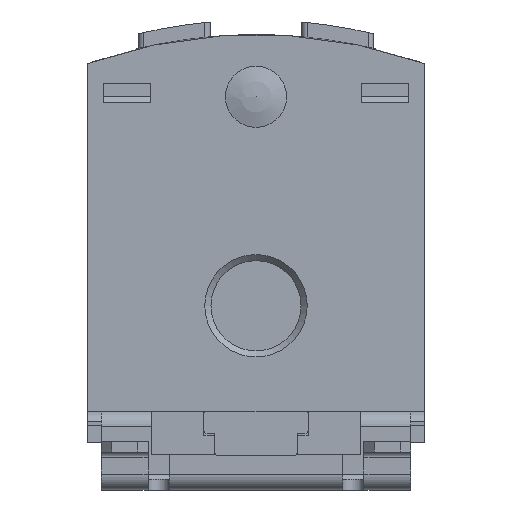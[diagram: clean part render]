
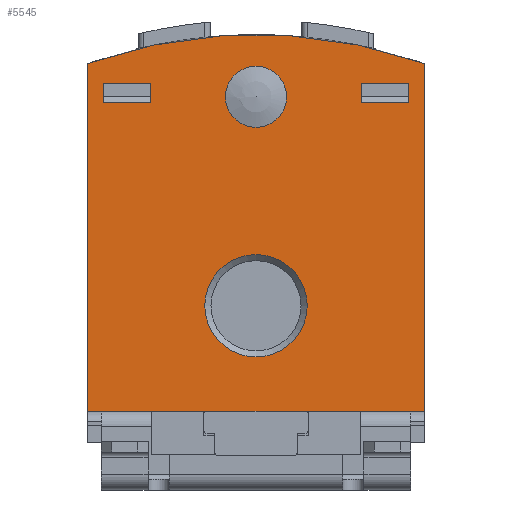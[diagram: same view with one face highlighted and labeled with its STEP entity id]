
A CAD part, front view. The second image highlights one B-rep face of the part: STEP entity #5545.
In plain terms, the highlighted planar face has unit normal (0, -1, 0).
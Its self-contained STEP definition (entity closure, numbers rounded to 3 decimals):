
#167=CIRCLE('',#5828,4.864);
#168=CIRCLE('',#5829,2.9);
#169=CIRCLE('',#5830,48.);
#393=ORIENTED_EDGE('',*,*,#1683,.F.);
#394=ORIENTED_EDGE('',*,*,#1684,.F.);
#395=ORIENTED_EDGE('',*,*,#1685,.F.);
#396=ORIENTED_EDGE('',*,*,#1686,.T.);
#397=ORIENTED_EDGE('',*,*,#1687,.F.);
#398=ORIENTED_EDGE('',*,*,#1688,.F.);
#399=ORIENTED_EDGE('',*,*,#1689,.F.);
#400=ORIENTED_EDGE('',*,*,#1690,.T.);
#401=ORIENTED_EDGE('',*,*,#1691,.T.);
#402=ORIENTED_EDGE('',*,*,#1692,.F.);
#403=ORIENTED_EDGE('',*,*,#1693,.F.);
#404=ORIENTED_EDGE('',*,*,#1694,.T.);
#405=ORIENTED_EDGE('',*,*,#1695,.T.);
#406=ORIENTED_EDGE('',*,*,#1696,.F.);
#1683=EDGE_CURVE('',#2327,#2327,#167,.T.);
#1684=EDGE_CURVE('',#2328,#2328,#168,.F.);
#1685=EDGE_CURVE('',#2329,#2330,#2786,.T.);
#1686=EDGE_CURVE('',#2329,#2331,#2787,.T.);
#1687=EDGE_CURVE('',#2332,#2331,#2788,.T.);
#1688=EDGE_CURVE('',#2330,#2332,#169,.T.);
#1689=EDGE_CURVE('',#2333,#2334,#2789,.T.);
#1690=EDGE_CURVE('',#2333,#2335,#2790,.T.);
#1691=EDGE_CURVE('',#2335,#2336,#2791,.T.);
#1692=EDGE_CURVE('',#2334,#2336,#2792,.T.);
#1693=EDGE_CURVE('',#2337,#2338,#2793,.T.);
#1694=EDGE_CURVE('',#2337,#2339,#2794,.T.);
#1695=EDGE_CURVE('',#2339,#2340,#2795,.T.);
#1696=EDGE_CURVE('',#2338,#2340,#2796,.T.);
#2327=VERTEX_POINT('',#7685);
#2328=VERTEX_POINT('',#7687);
#2329=VERTEX_POINT('',#7689);
#2330=VERTEX_POINT('',#7690);
#2331=VERTEX_POINT('',#7692);
#2332=VERTEX_POINT('',#7694);
#2333=VERTEX_POINT('',#7697);
#2334=VERTEX_POINT('',#7698);
#2335=VERTEX_POINT('',#7700);
#2336=VERTEX_POINT('',#7702);
#2337=VERTEX_POINT('',#7705);
#2338=VERTEX_POINT('',#7706);
#2339=VERTEX_POINT('',#7708);
#2340=VERTEX_POINT('',#7710);
#2786=LINE('',#7688,#3259);
#2787=LINE('',#7691,#3260);
#2788=LINE('',#7693,#3261);
#2789=LINE('',#7696,#3262);
#2790=LINE('',#7699,#3263);
#2791=LINE('',#7701,#3264);
#2792=LINE('',#7703,#3265);
#2793=LINE('',#7704,#3266);
#2794=LINE('',#7707,#3267);
#2795=LINE('',#7709,#3268);
#2796=LINE('',#7711,#3269);
#3259=VECTOR('',#6333,1000.);
#3260=VECTOR('',#6334,1000.);
#3261=VECTOR('',#6335,1000.);
#3262=VECTOR('',#6338,1000.);
#3263=VECTOR('',#6339,1000.);
#3264=VECTOR('',#6340,1000.);
#3265=VECTOR('',#6341,1000.);
#3266=VECTOR('',#6342,1000.);
#3267=VECTOR('',#6343,1000.);
#3268=VECTOR('',#6344,1000.);
#3269=VECTOR('',#6345,1000.);
#3704=EDGE_LOOP('',(#393));
#3705=EDGE_LOOP('',(#394));
#3706=EDGE_LOOP('',(#395,#396,#397,#398));
#3707=EDGE_LOOP('',(#399,#400,#401,#402));
#3708=EDGE_LOOP('',(#403,#404,#405,#406));
#4021=FACE_BOUND('',#3704,.T.);
#4022=FACE_BOUND('',#3705,.T.);
#4023=FACE_BOUND('',#3706,.T.);
#4024=FACE_BOUND('',#3707,.T.);
#4025=FACE_BOUND('',#3708,.T.);
#4336=PLANE('',#5827);
#5545=ADVANCED_FACE('',(#4021,#4022,#4023,#4024,#4025),#4336,.F.);
#5827=AXIS2_PLACEMENT_3D('',#7683,#6327,#6328);
#5828=AXIS2_PLACEMENT_3D('',#7684,#6329,#6330);
#5829=AXIS2_PLACEMENT_3D('',#7686,#6331,#6332);
#5830=AXIS2_PLACEMENT_3D('',#7695,#6336,#6337);
#6327=DIRECTION('',(0.,1.,0.));
#6328=DIRECTION('',(0.,0.,1.));
#6329=DIRECTION('',(0.,-1.,0.));
#6330=DIRECTION('',(0.,0.,-1.));
#6331=DIRECTION('',(0.,1.,0.));
#6332=DIRECTION('',(0.,0.,1.));
#6333=DIRECTION('',(0.,0.,1.));
#6334=DIRECTION('',(1.,0.,0.));
#6335=DIRECTION('',(0.,0.,-1.));
#6336=DIRECTION('',(0.,1.,0.));
#6337=DIRECTION('',(1.,0.,0.));
#6338=DIRECTION('',(-1.,0.,0.));
#6339=DIRECTION('',(0.,0.,-1.));
#6340=DIRECTION('',(-1.,0.,0.));
#6341=DIRECTION('',(0.,0.,-1.));
#6342=DIRECTION('',(0.,0.,-1.));
#6343=DIRECTION('',(1.,0.,0.));
#6344=DIRECTION('',(0.,0.,-1.));
#6345=DIRECTION('',(1.,0.,0.));
#7683=CARTESIAN_POINT('',(0.,0.,-28.15));
#7684=CARTESIAN_POINT('',(0.,0.,-5.9));
#7685=CARTESIAN_POINT('',(0.,0.,-10.764));
#7686=CARTESIAN_POINT('',(0.,0.,13.95));
#7687=CARTESIAN_POINT('',(0.,0.,16.85));
#7688=CARTESIAN_POINT('',(-16.,0.,-20.));
#7689=CARTESIAN_POINT('',(-16.,0.,-15.9));
#7690=CARTESIAN_POINT('',(-16.,0.,17.105));
#7691=CARTESIAN_POINT('',(-4.95,0.,-15.9));
#7692=CARTESIAN_POINT('',(16.,0.,-15.9));
#7693=CARTESIAN_POINT('',(16.,0.,17.105));
#7694=CARTESIAN_POINT('',(16.,0.,17.105));
#7695=CARTESIAN_POINT('',(0.,0.,-28.15));
#7696=CARTESIAN_POINT('',(14.5,0.,15.2));
#7697=CARTESIAN_POINT('',(14.5,0.,15.2));
#7698=CARTESIAN_POINT('',(10.,0.,15.2));
#7699=CARTESIAN_POINT('',(14.5,0.,15.2));
#7700=CARTESIAN_POINT('',(14.5,0.,13.45));
#7701=CARTESIAN_POINT('',(14.5,0.,13.45));
#7702=CARTESIAN_POINT('',(10.,0.,13.45));
#7703=CARTESIAN_POINT('',(10.,0.,15.2));
#7704=CARTESIAN_POINT('',(-14.5,0.,15.2));
#7705=CARTESIAN_POINT('',(-14.5,0.,15.2));
#7706=CARTESIAN_POINT('',(-14.5,0.,13.45));
#7707=CARTESIAN_POINT('',(-14.5,0.,15.2));
#7708=CARTESIAN_POINT('',(-10.,0.,15.2));
#7709=CARTESIAN_POINT('',(-10.,0.,15.2));
#7710=CARTESIAN_POINT('',(-10.,0.,13.45));
#7711=CARTESIAN_POINT('',(-14.5,0.,13.45));
